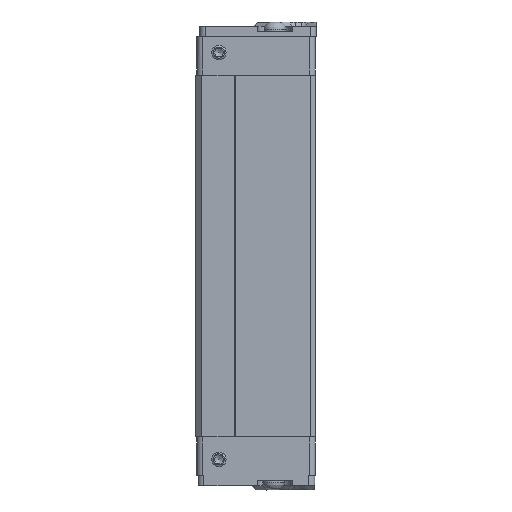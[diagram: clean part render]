
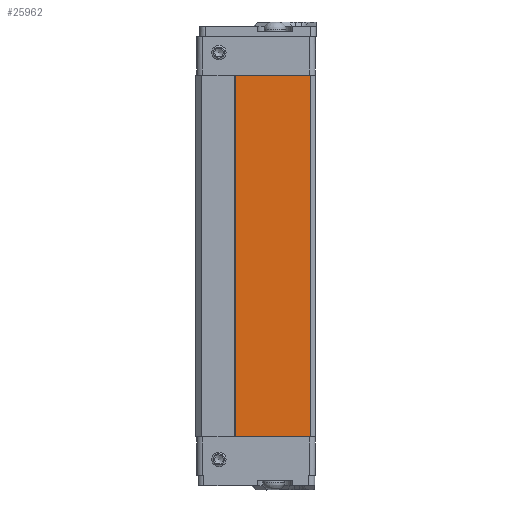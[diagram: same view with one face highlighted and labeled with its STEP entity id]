
A CAD part, left-side view. The second image highlights one B-rep face of the part: STEP entity #25962.
In plain terms, the highlighted planar face has unit normal (-1, 0, 0).
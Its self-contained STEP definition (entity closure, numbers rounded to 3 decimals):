
#1006=FACE_OUTER_BOUND('',#2480,.T.);
#2480=EDGE_LOOP('',(#16668,#16669,#16670,#16671));
#4883=LINE('',#37133,#7500);
#4972=LINE('',#37460,#7589);
#5065=LINE('',#37760,#7682);
#5066=LINE('',#37761,#7683);
#7500=VECTOR('',#29902,13.);
#7589=VECTOR('',#30147,13.);
#7682=VECTOR('',#30404,62.7);
#7683=VECTOR('',#30405,62.7);
#10141=VERTEX_POINT('',#37130);
#10142=VERTEX_POINT('',#37132);
#10301=VERTEX_POINT('',#37457);
#10302=VERTEX_POINT('',#37459);
#12559=EDGE_CURVE('',#10141,#10142,#4883,.T.);
#12719=EDGE_CURVE('',#10302,#10301,#4972,.T.);
#12869=EDGE_CURVE('',#10142,#10301,#5065,.T.);
#12870=EDGE_CURVE('',#10302,#10141,#5066,.T.);
#16668=ORIENTED_EDGE('',*,*,#12719,.T.);
#16669=ORIENTED_EDGE('',*,*,#12869,.F.);
#16670=ORIENTED_EDGE('',*,*,#12559,.F.);
#16671=ORIENTED_EDGE('',*,*,#12870,.F.);
#23507=PLANE('',#27621);
#25962=ADVANCED_FACE('',(#1006),#23507,.F.);
#27621=AXIS2_PLACEMENT_3D('',#37759,#30402,#30403);
#29902=DIRECTION('',(0.,-1.,0.));
#30147=DIRECTION('',(0.,-1.,0.));
#30402=DIRECTION('center_axis',(1.,0.,0.));
#30403=DIRECTION('ref_axis',(0.,0.,-1.));
#30404=DIRECTION('',(0.,0.,-1.));
#30405=DIRECTION('',(0.,0.,1.));
#37130=CARTESIAN_POINT('',(-16.85,6.6,31.35));
#37132=CARTESIAN_POINT('',(-16.85,-6.4,31.35));
#37133=CARTESIAN_POINT('',(-16.85,0.,31.35));
#37457=CARTESIAN_POINT('',(-16.85,-6.4,-31.35));
#37459=CARTESIAN_POINT('',(-16.85,6.6,-31.35));
#37460=CARTESIAN_POINT('',(-16.85,0.,-31.35));
#37759=CARTESIAN_POINT('Origin',(-16.85,-7.25,31.35));
#37760=CARTESIAN_POINT('',(-16.85,-6.4,31.35));
#37761=CARTESIAN_POINT('',(-16.85,6.6,31.35));
